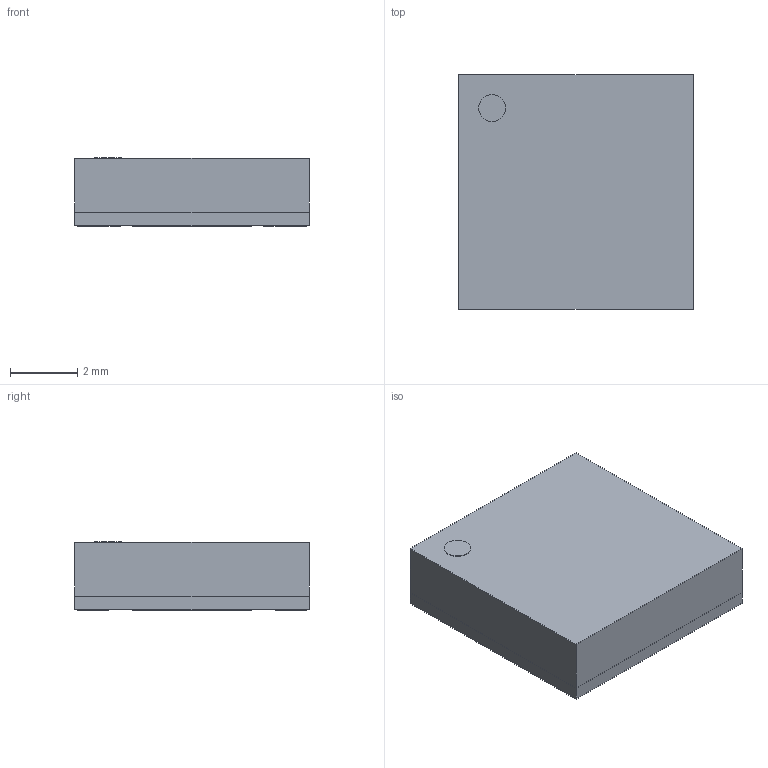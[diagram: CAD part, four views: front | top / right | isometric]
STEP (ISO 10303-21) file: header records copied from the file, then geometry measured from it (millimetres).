
FILE_DESCRIPTION(('FreeCAD Model'),'2;1');
FILE_NAME('MPM54304.step', '2021-03-11T21:43:00',('Author'),(''), 'Open CASCADE STEP processor 7.3','FreeCAD','Unknown');
FILE_SCHEMA(('AUTOMOTIVE_DESIGN { 1 0 10303 214 1 1 1 1 }'));
Length unit declared in the file: millimetre
Products named in the file (1): MPM54304
Bounding box: 7 x 7 x 2.04 mm (x, y, z)
Volume: 98.4 mm3; surface area: 155.9 mm2
Topology: 1 solids, 1 shells, 178 faces, 422 edges, 280 vertices
Faces by surface type: plane 177, cylinder 1
Full cylindrical faces by diameter (mm): 0.8 x1
Entity records: 11766 total; most frequent: CARTESIAN_POINT 1731, DIRECTION 1625, LINE 1262, VECTOR 1262, ORIENTED_EDGE 844, PCURVE 844, DEFINITIONAL_REPRESENTATION 844, EDGE_CURVE 422
